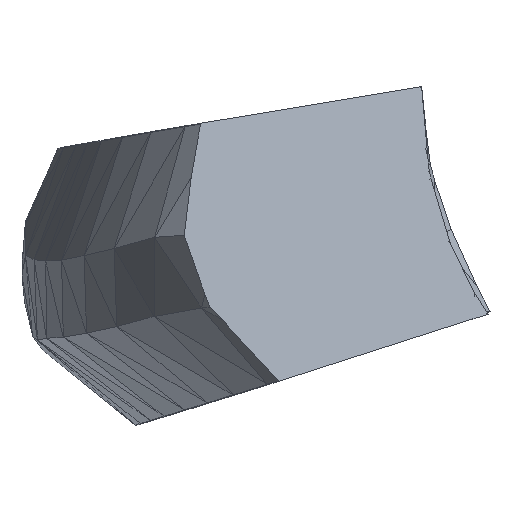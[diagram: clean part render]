
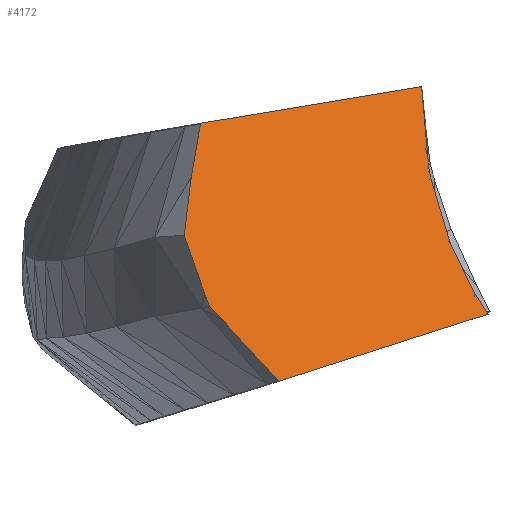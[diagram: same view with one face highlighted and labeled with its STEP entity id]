
A CAD part, left-side view. The second image highlights one B-rep face of the part: STEP entity #4172.
In plain terms, the highlighted planar face has unit normal (-0.712, -0.67, 0.21).
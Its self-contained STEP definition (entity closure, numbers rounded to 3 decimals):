
#280=FACE_OUTER_BOUND('',#557,.T.);
#557=EDGE_LOOP('',(#3510,#3511,#3512,#3513,#3514,#3515,#3516,#3517,#3518,
#3519,#3520,#3521,#3522,#3523,#3524,#3525,#3526,#3527));
#646=LINE('',#5751,#1202);
#693=LINE('',#5837,#1249);
#714=LINE('',#5878,#1270);
#729=LINE('',#5906,#1285);
#839=LINE('',#6131,#1395);
#878=LINE('',#6210,#1434);
#978=LINE('',#6410,#1534);
#1082=LINE('',#6612,#1638);
#1088=LINE('',#6624,#1644);
#1091=LINE('',#6635,#1647);
#1093=LINE('',#6639,#1649);
#1095=LINE('',#6642,#1651);
#1096=LINE('',#6645,#1652);
#1098=LINE('',#6649,#1654);
#1100=LINE('',#6653,#1656);
#1102=LINE('',#6657,#1658);
#1104=LINE('',#6660,#1660);
#1105=LINE('',#6662,#1661);
#1202=VECTOR('',#4614,10.);
#1249=VECTOR('',#4699,10.);
#1270=VECTOR('',#4744,10.);
#1285=VECTOR('',#4777,10.);
#1395=VECTOR('',#5023,10.);
#1434=VECTOR('',#5082,10.);
#1534=VECTOR('',#5280,10.);
#1638=VECTOR('',#5480,10.);
#1644=VECTOR('',#5498,10.);
#1647=VECTOR('',#5515,10.);
#1649=VECTOR('',#5519,10.);
#1651=VECTOR('',#5523,10.);
#1652=VECTOR('',#5526,10.);
#1654=VECTOR('',#5530,10.);
#1656=VECTOR('',#5534,10.);
#1658=VECTOR('',#5538,10.);
#1660=VECTOR('',#5542,10.);
#1661=VECTOR('',#5545,10.);
#1735=VERTEX_POINT('',#5749);
#1736=VERTEX_POINT('',#5750);
#1755=VERTEX_POINT('',#5835);
#1756=VERTEX_POINT('',#5836);
#1764=VERTEX_POINT('',#5877);
#1815=VERTEX_POINT('',#6130);
#1844=VERTEX_POINT('',#6207);
#1845=VERTEX_POINT('',#6209);
#1895=VERTEX_POINT('',#6408);
#1896=VERTEX_POINT('',#6409);
#1945=VERTEX_POINT('',#6610);
#1946=VERTEX_POINT('',#6611);
#1947=VERTEX_POINT('',#6634);
#1948=VERTEX_POINT('',#6638);
#1949=VERTEX_POINT('',#6644);
#1950=VERTEX_POINT('',#6648);
#1951=VERTEX_POINT('',#6652);
#1952=VERTEX_POINT('',#6656);
#2039=EDGE_CURVE('',#1735,#1736,#646,.T.);
#2086=EDGE_CURVE('',#1755,#1756,#693,.T.);
#2107=EDGE_CURVE('',#1764,#1735,#714,.T.);
#2122=EDGE_CURVE('',#1736,#1755,#729,.T.);
#2232=EDGE_CURVE('',#1756,#1815,#839,.T.);
#2271=EDGE_CURVE('',#1844,#1845,#878,.T.);
#2371=EDGE_CURVE('',#1895,#1896,#978,.T.);
#2475=EDGE_CURVE('',#1945,#1946,#1082,.T.);
#2481=EDGE_CURVE('',#1896,#1945,#1088,.T.);
#2484=EDGE_CURVE('',#1947,#1764,#1091,.T.);
#2486=EDGE_CURVE('',#1948,#1947,#1093,.T.);
#2488=EDGE_CURVE('',#1845,#1948,#1095,.T.);
#2489=EDGE_CURVE('',#1949,#1844,#1096,.T.);
#2491=EDGE_CURVE('',#1950,#1949,#1098,.T.);
#2493=EDGE_CURVE('',#1951,#1950,#1100,.T.);
#2495=EDGE_CURVE('',#1952,#1951,#1102,.T.);
#2497=EDGE_CURVE('',#1946,#1952,#1104,.T.);
#2498=EDGE_CURVE('',#1815,#1895,#1105,.T.);
#3510=ORIENTED_EDGE('',*,*,#2107,.F.);
#3511=ORIENTED_EDGE('',*,*,#2484,.F.);
#3512=ORIENTED_EDGE('',*,*,#2486,.F.);
#3513=ORIENTED_EDGE('',*,*,#2488,.F.);
#3514=ORIENTED_EDGE('',*,*,#2271,.F.);
#3515=ORIENTED_EDGE('',*,*,#2489,.F.);
#3516=ORIENTED_EDGE('',*,*,#2491,.F.);
#3517=ORIENTED_EDGE('',*,*,#2493,.F.);
#3518=ORIENTED_EDGE('',*,*,#2495,.F.);
#3519=ORIENTED_EDGE('',*,*,#2497,.F.);
#3520=ORIENTED_EDGE('',*,*,#2475,.F.);
#3521=ORIENTED_EDGE('',*,*,#2481,.F.);
#3522=ORIENTED_EDGE('',*,*,#2371,.F.);
#3523=ORIENTED_EDGE('',*,*,#2498,.F.);
#3524=ORIENTED_EDGE('',*,*,#2232,.F.);
#3525=ORIENTED_EDGE('',*,*,#2086,.F.);
#3526=ORIENTED_EDGE('',*,*,#2122,.F.);
#3527=ORIENTED_EDGE('',*,*,#2039,.F.);
#3895=PLANE('',#4463);
#4172=ADVANCED_FACE('',(#280),#3895,.F.);
#4463=AXIS2_PLACEMENT_3D('',#6661,#5543,#5544);
#4614=DIRECTION('',(-0.031,0.33,0.943));
#4699=DIRECTION('',(0.414,-0.158,0.897));
#4744=DIRECTION('',(-0.081,0.377,0.923));
#4777=DIRECTION('',(0.375,-0.11,0.92));
#5023=DIRECTION('',(0.077,0.224,0.972));
#5082=DIRECTION('',(-0.702,0.678,-0.218));
#5280=DIRECTION('',(-0.085,-0.215,-0.973));
#5480=DIRECTION('',(-0.188,-0.106,-0.976));
#5498=DIRECTION('',(-0.208,-0.085,-0.974));
#5515=DIRECTION('',(-0.405,0.637,0.656));
#5519=DIRECTION('',(-0.387,0.625,0.678));
#5523=DIRECTION('',(-0.003,0.303,0.953));
#5526=DIRECTION('',(0.003,-0.303,-0.953));
#5530=DIRECTION('',(0.251,-0.523,-0.814));
#5534=DIRECTION('',(0.142,-0.431,-0.891));
#5538=DIRECTION('',(-0.013,-0.288,-0.958));
#5542=DIRECTION('',(-0.09,-0.211,-0.973));
#5543=DIRECTION('center_axis',(0.712,0.67,-0.21));
#5544=DIRECTION('ref_axis',(-0.283,0.,-0.959));
#5545=DIRECTION('',(0.698,-0.706,0.117));
#5749=CARTESIAN_POINT('',(-14.658,106.812,969.021));
#5750=CARTESIAN_POINT('',(-14.716,107.422,970.768));
#5751=CARTESIAN_POINT('',(-14.654,106.774,968.913));
#5835=CARTESIAN_POINT('',(-14.01,107.216,972.497));
#5836=CARTESIAN_POINT('',(-13.282,106.937,974.074));
#5837=CARTESIAN_POINT('',(-11.998,106.446,976.857));
#5877=CARTESIAN_POINT('',(-14.623,106.649,968.623));
#5878=CARTESIAN_POINT('',(-14.509,106.126,967.34));
#5906=CARTESIAN_POINT('',(-13.161,106.967,974.577));
#6130=CARTESIAN_POINT('',(-13.281,106.942,974.094));
#6131=CARTESIAN_POINT('',(-13.424,106.523,972.279));
#6207=CARTESIAN_POINT('',(-6.924,98.398,968.426));
#6209=CARTESIAN_POINT('',(-13.364,104.621,966.428));
#6210=CARTESIAN_POINT('',(-1.768,93.416,970.026));
#6408=CARTESIAN_POINT('',(-6.784,100.374,975.185));
#6409=CARTESIAN_POINT('',(-6.786,100.37,975.165));
#6410=CARTESIAN_POINT('',(-6.95,99.956,973.296));
#6610=CARTESIAN_POINT('',(-7.22,100.193,973.133));
#6611=CARTESIAN_POINT('',(-7.311,100.142,972.664));
#6612=CARTESIAN_POINT('',(-7.029,100.3,974.121));
#6624=CARTESIAN_POINT('',(-6.978,100.291,974.266));
#6634=CARTESIAN_POINT('',(-14.395,106.292,968.255));
#6635=CARTESIAN_POINT('',(-11.526,101.778,963.606));
#6638=CARTESIAN_POINT('',(-13.365,104.627,966.447));
#6639=CARTESIAN_POINT('',(-12.39,103.053,964.738));
#6642=CARTESIAN_POINT('',(-13.368,104.944,967.444));
#6644=CARTESIAN_POINT('',(-6.924,98.404,968.445));
#6645=CARTESIAN_POINT('',(-6.928,98.721,969.443));
#6648=CARTESIAN_POINT('',(-7.12,98.811,969.078));
#6649=CARTESIAN_POINT('',(-6.995,98.551,968.673));
#6652=CARTESIAN_POINT('',(-7.352,99.517,970.537));
#6653=CARTESIAN_POINT('',(-7.157,98.924,969.312));
#6656=CARTESIAN_POINT('',(-7.326,100.106,972.5));
#6657=CARTESIAN_POINT('',(-7.356,99.426,970.234));
#6660=CARTESIAN_POINT('',(-7.41,99.909,971.589));
#6661=CARTESIAN_POINT('Origin',(-0.447,92.773,972.452));
#6662=CARTESIAN_POINT('',(-0.625,94.147,976.219));
